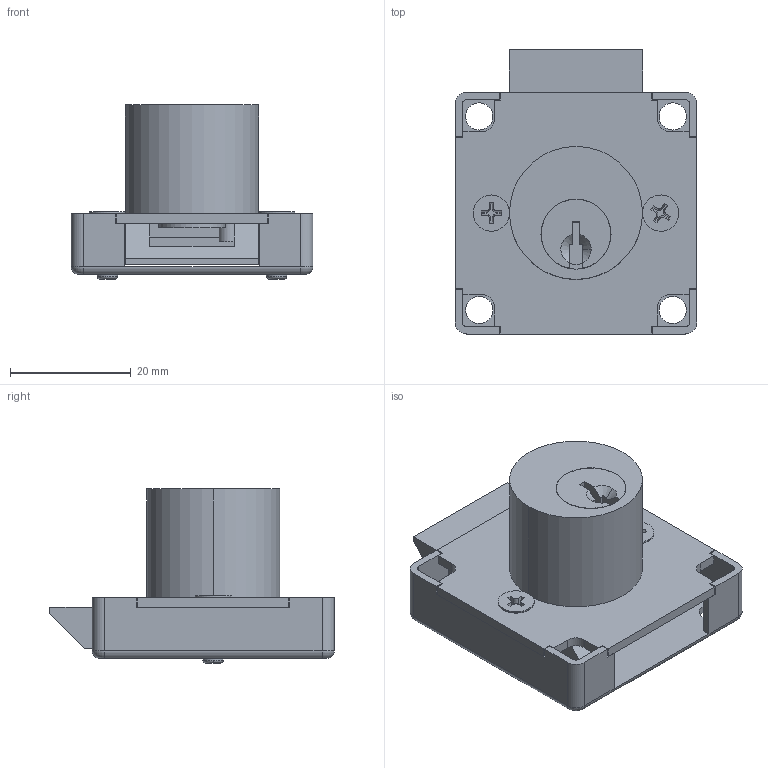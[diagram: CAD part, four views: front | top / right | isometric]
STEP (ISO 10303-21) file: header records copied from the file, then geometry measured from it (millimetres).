
FILE_DESCRIPTION (( 'STEP AP203' ), '1' );
FILE_NAME ('C-32-1.STEP', '2012-03-09T01:51:24', ( '' ), ( '' ), 'SwSTEP 2.0', 'SolidWorks 2011', '' );
FILE_SCHEMA (( 'CONFIG_CONTROL_DESIGN' ));
Length unit declared in the file: millimetre
Products named in the file (7): C-32-1; 廫帤寠晅嶮偹偠M3_M3亊L5; C-32-1_カバー_; C-32-1_ラッチ_; C-32-1_基板_; C-32-1_ローター_; C-32-1_シリンダー_
Assembly tree (7 placements, depth 2):
  C-32-1
    C-32-1_ラッチ_
    C-32-1_基板_
    C-32-1_ローター_
    廫帤寠晅嶮偹偠M3_M3亊L5  x2
    C-32-1_シリンダー_
    C-32-1_カバー_
Bounding box: 40 x 47 x 28.8 mm (x, y, z)
Volume: 15057.6 mm3; surface area: 14810.6 mm2
Topology: 7 solids, 9 shells, 288 faces, 713 edges, 456 vertices
Faces by surface type: plane 147, cylinder 90, cone 39, torus 12
Entity records: 8550 total; most frequent: DIRECTION 1397, CARTESIAN_POINT 1371, ORIENTED_EDGE 1286, EDGE_CURVE 643, AXIS2_PLACEMENT_3D 490, VECTOR 417, LINE 417, VERTEX_POINT 414
